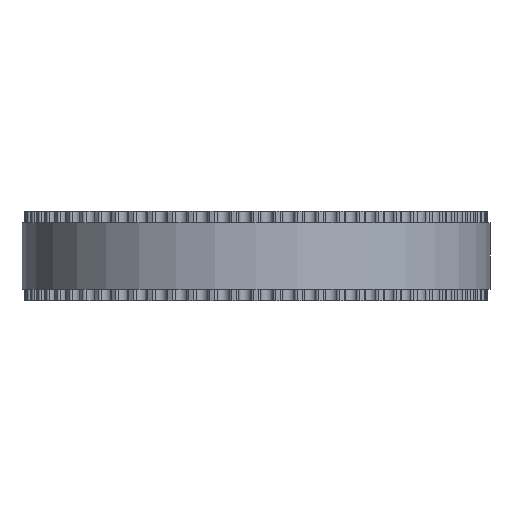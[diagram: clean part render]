
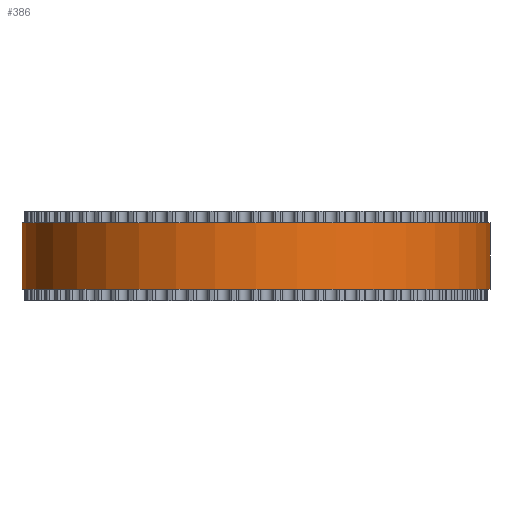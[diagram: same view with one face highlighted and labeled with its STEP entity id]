
A CAD part, front view. The second image highlights one B-rep face of the part: STEP entity #386.
In plain terms, the highlighted cylindrical face has radius 21.009 mm (diameter 42.017 mm), a full revolution.
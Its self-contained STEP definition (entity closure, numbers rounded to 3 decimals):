
#97=FACE_BOUND('',#1184,.T.);
#98=FACE_BOUND('',#1185,.T.);
#386=ADVANCED_FACE('',(#97,#98),#651,.T.);
#651=CYLINDRICAL_SURFACE('',#5951,21.008);
#1184=EDGE_LOOP('',(#3298));
#1185=EDGE_LOOP('',(#3299));
#3298=ORIENTED_EDGE('',*,*,#4622,.T.);
#3299=ORIENTED_EDGE('',*,*,#4623,.T.);
#3828=VERTEX_POINT('',#9400);
#3829=VERTEX_POINT('',#9402);
#4622=EDGE_CURVE('',#3828,#3828,#5152,.T.);
#4623=EDGE_CURVE('',#3829,#3829,#5153,.T.);
#5152=CIRCLE('',#5949,21.008);
#5153=CIRCLE('',#5950,21.008);
#5949=AXIS2_PLACEMENT_3D('',#9399,#7806,#7807);
#5950=AXIS2_PLACEMENT_3D('',#9401,#7808,#7809);
#5951=AXIS2_PLACEMENT_3D('',#9403,#7810,#7811);
#7806=DIRECTION('',(0.,0.,1.));
#7807=DIRECTION('',(1.,0.,0.));
#7808=DIRECTION('',(0.,0.,-1.));
#7809=DIRECTION('',(1.,0.,0.));
#7810=DIRECTION('',(0.,0.,1.));
#7811=DIRECTION('',(1.,0.,0.));
#9399=CARTESIAN_POINT('',(0.,0.,1.));
#9400=CARTESIAN_POINT('',(21.008,0.,1.));
#9401=CARTESIAN_POINT('',(0.,0.,7.));
#9402=CARTESIAN_POINT('',(21.008,0.,7.));
#9403=CARTESIAN_POINT('',(0.,0.,1.));
